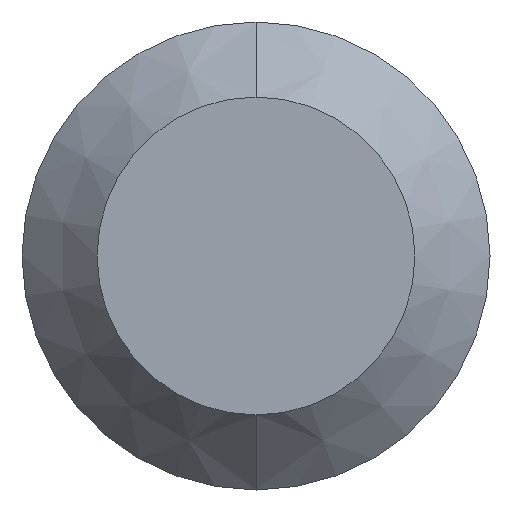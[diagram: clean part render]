
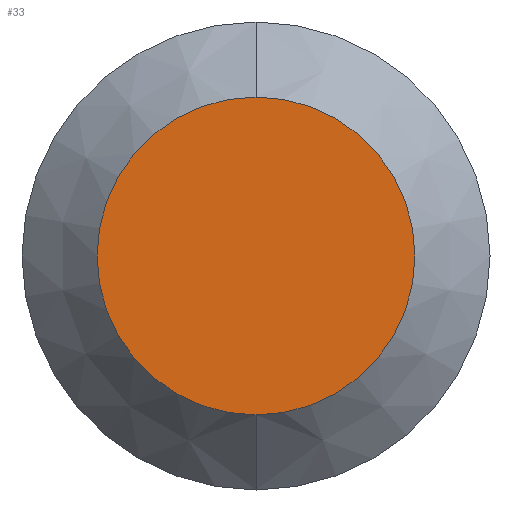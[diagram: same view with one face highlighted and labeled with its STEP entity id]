
A CAD part, front view. The second image highlights one B-rep face of the part: STEP entity #33.
In plain terms, the highlighted planar face has unit normal (0, -1, 0).
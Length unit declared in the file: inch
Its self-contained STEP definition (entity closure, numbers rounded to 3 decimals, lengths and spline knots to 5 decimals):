
#22 = CARTESIAN_POINT ( 'NONE',  ( 0., 0., -0.04235 ) ) ;
#24 = ORIENTED_EDGE ( 'NONE', *, *, #130, .T. ) ;
#33 = ADVANCED_FACE ( 'NONE', ( #253 ), #228, .F. ) ;
#72 = DIRECTION ( 'NONE',  ( 0., 0., 1. ) ) ;
#73 = DIRECTION ( 'NONE',  ( 0., 1., 0. ) ) ;
#75 = EDGE_LOOP ( 'NONE', ( #24, #211 ) ) ;
#97 = AXIS2_PLACEMENT_3D ( 'NONE', #252, #183, #248 ) ;
#101 = DIRECTION ( 'NONE',  ( 0., -1., 0. ) ) ;
#118 = CARTESIAN_POINT ( 'NONE',  ( 0., 0., 0. ) ) ;
#129 = DIRECTION ( 'NONE',  ( 0., 0., 1. ) ) ;
#130 = EDGE_CURVE ( 'NONE', #273, #146, #177, .T. ) ;
#146 = VERTEX_POINT ( 'NONE', #22 ) ;
#173 = AXIS2_PLACEMENT_3D ( 'NONE', #194, #101, #129 ) ;
#177 = CIRCLE ( 'NONE', #173, 0.04235 ) ;
#183 = DIRECTION ( 'NONE',  ( 0., -1., 0. ) ) ;
#194 = CARTESIAN_POINT ( 'NONE',  ( 0., 0., 0. ) ) ;
#200 = CARTESIAN_POINT ( 'NONE',  ( 0., 0., 0.04235 ) ) ;
#202 = AXIS2_PLACEMENT_3D ( 'NONE', #118, #73, #72 ) ;
#211 = ORIENTED_EDGE ( 'NONE', *, *, #250, .T. ) ;
#228 = PLANE ( 'NONE',  #202 ) ;
#248 = DIRECTION ( 'NONE',  ( 0., 0., 1. ) ) ;
#250 = EDGE_CURVE ( 'NONE', #146, #273, #270, .T. ) ;
#252 = CARTESIAN_POINT ( 'NONE',  ( 0., 0., 0. ) ) ;
#253 = FACE_OUTER_BOUND ( 'NONE', #75, .T. ) ;
#270 = CIRCLE ( 'NONE', #97, 0.04235 ) ;
#273 = VERTEX_POINT ( 'NONE', #200 ) ;
